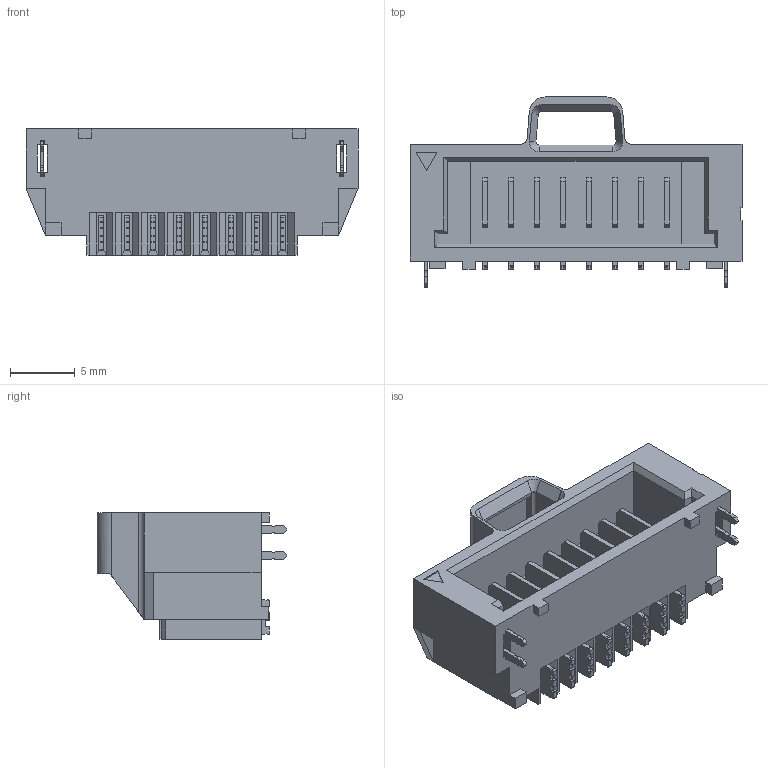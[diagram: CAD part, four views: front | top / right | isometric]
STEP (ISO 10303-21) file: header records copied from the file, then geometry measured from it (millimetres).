
FILE_DESCRIPTION (( 'STEP AP214' ), '1' );
FILE_NAME ('UMPT-08-01-L-RA-WT-P-TR.STEP', '2024-02-27T21:14:05', ( '' ), ( '' ), 'SwSTEP 2.0', 'SolidWorks 2021', '' );
FILE_SCHEMA (( 'AUTOMOTIVE_DESIGN' ));
Length unit declared in the file: millimetre
Products named in the file (1): UMPT-08-01-L-RA-WT-P-TR
Bounding box: 25.6 x 14.65 x 9.75 mm (x, y, z)
Volume: 1316.7 mm3; surface area: 3004.4 mm2
Topology: 4 solids, 4 shells, 1062 faces, 3094 edges, 2055 vertices
Faces by surface type: plane 742, cylinder 315, cone 5
Entity records: 35030 total; most frequent: CARTESIAN_POINT 6239, ORIENTED_EDGE 6188, DIRECTION 5843, EDGE_CURVE 3094, VECTOR 2453, LINE 2453, VERTEX_POINT 2055, AXIS2_PLACEMENT_3D 1695
